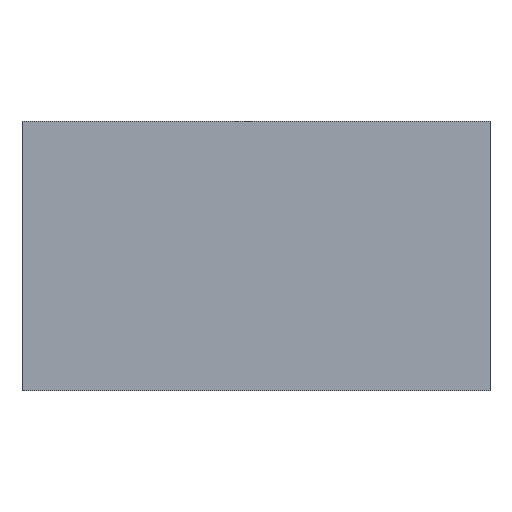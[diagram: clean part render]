
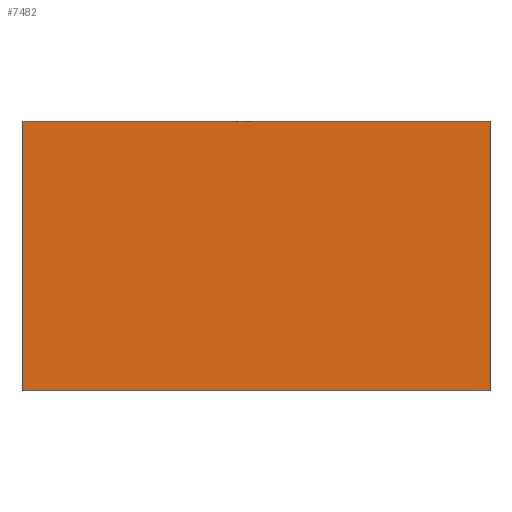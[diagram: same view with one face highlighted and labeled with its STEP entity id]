
A CAD part, left-side view. The second image highlights one B-rep face of the part: STEP entity #7482.
In plain terms, the highlighted planar face has unit normal (-1, 0, 0).
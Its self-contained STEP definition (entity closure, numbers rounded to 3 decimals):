
#1266=FACE_OUTER_BOUND('',#1659,.T.);
#1659=EDGE_LOOP('',(#5644,#5645,#5646,#5647));
#2188=LINE('',#11766,#2693);
#2191=LINE('',#11772,#2696);
#2192=LINE('',#11774,#2697);
#2193=LINE('',#11775,#2698);
#2693=VECTOR('',#8074,10.);
#2696=VECTOR('',#8079,10.);
#2697=VECTOR('',#8080,10.);
#2698=VECTOR('',#8081,10.);
#3370=VERTEX_POINT('',#11763);
#3371=VERTEX_POINT('',#11765);
#3373=VERTEX_POINT('',#11771);
#3374=VERTEX_POINT('',#11773);
#4310=EDGE_CURVE('',#3371,#3370,#2188,.T.);
#4313=EDGE_CURVE('',#3370,#3373,#2191,.T.);
#4314=EDGE_CURVE('',#3374,#3373,#2192,.T.);
#4315=EDGE_CURVE('',#3374,#3371,#2193,.T.);
#5644=ORIENTED_EDGE('',*,*,#4313,.T.);
#5645=ORIENTED_EDGE('',*,*,#4314,.F.);
#5646=ORIENTED_EDGE('',*,*,#4315,.T.);
#5647=ORIENTED_EDGE('',*,*,#4310,.T.);
#7258=PLANE('',#7724);
#7482=ADVANCED_FACE('',(#1266),#7258,.T.);
#7724=AXIS2_PLACEMENT_3D('',#11770,#8077,#8078);
#8074=DIRECTION('',(0.,0.,-1.));
#8077=DIRECTION('center_axis',(-1.,0.,0.));
#8078=DIRECTION('ref_axis',(0.,1.,0.));
#8079=DIRECTION('',(0.,-1.,0.));
#8080=DIRECTION('',(0.,0.,-1.));
#8081=DIRECTION('',(0.,1.,0.));
#11763=CARTESIAN_POINT('',(-44.577,43.605,0.));
#11765=CARTESIAN_POINT('',(-44.577,43.605,50.));
#11766=CARTESIAN_POINT('',(-44.577,43.605,50.));
#11770=CARTESIAN_POINT('Origin',(-44.577,-43.38,50.));
#11771=CARTESIAN_POINT('',(-44.577,-43.38,0.));
#11772=CARTESIAN_POINT('',(-44.577,-41.958,0.));
#11773=CARTESIAN_POINT('',(-44.577,-43.38,50.));
#11774=CARTESIAN_POINT('',(-44.577,-43.38,50.));
#11775=CARTESIAN_POINT('',(-44.577,-41.958,50.));
